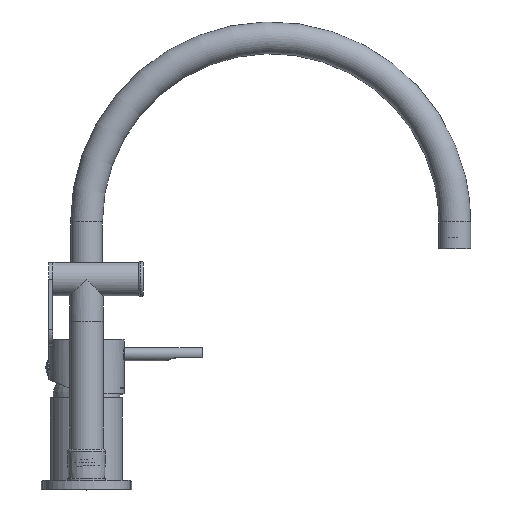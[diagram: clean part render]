
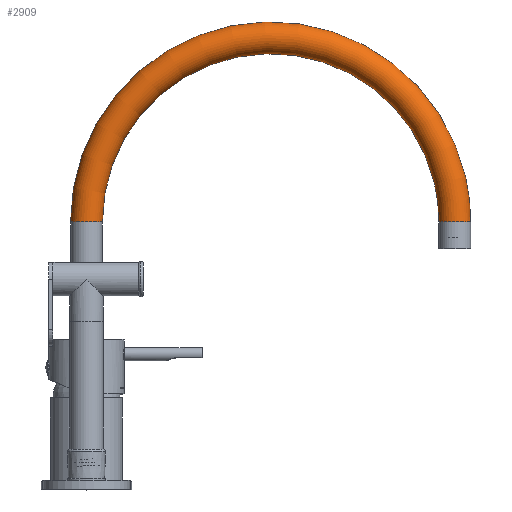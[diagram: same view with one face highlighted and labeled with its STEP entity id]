
A CAD part, top view. The second image highlights one B-rep face of the part: STEP entity #2909.
In plain terms, the highlighted toroidal (fillet/blend) face has major radius 110 mm and minor radius 9.5 mm.
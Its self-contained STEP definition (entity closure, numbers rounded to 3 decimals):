
#192 = CARTESIAN_POINT ( 'NONE',  ( 220., 159.85, 101. ) ) ;
#499 = AXIS2_PLACEMENT_3D ( 'NONE', #11834, #546, #5092 ) ;
#546 = DIRECTION ( 'NONE',  ( 0., 1., 0. ) ) ;
#1136 = ORIENTED_EDGE ( 'NONE', *, *, #10613, .F. ) ;
#2909 = ADVANCED_FACE ( 'NONE', ( #13183, #12138 ), #8838, .T. ) ;
#4271 = DIRECTION ( 'NONE',  ( -1., 0., 0. ) ) ;
#4521 = CIRCLE ( 'NONE', #499, 9.5 ) ;
#5092 = DIRECTION ( 'NONE',  ( 0., 0., 1. ) ) ;
#5204 = ORIENTED_EDGE ( 'NONE', *, *, #13881, .T. ) ;
#5405 = CARTESIAN_POINT ( 'NONE',  ( 110., 159.85, 101. ) ) ;
#5869 = DIRECTION ( 'NONE',  ( 0., 0., 1. ) ) ;
#6321 = VERTEX_POINT ( 'NONE', #8573 ) ;
#6635 = AXIS2_PLACEMENT_3D ( 'NONE', #192, #11643, #5869 ) ;
#7841 = CARTESIAN_POINT ( 'NONE',  ( 220., 159.85, 110.5 ) ) ;
#8573 = CARTESIAN_POINT ( 'NONE',  ( 0., 159.85, 110.5 ) ) ;
#8838 = TOROIDAL_SURFACE ( 'NONE', #10265, 110., 9.5 ) ;
#10265 = AXIS2_PLACEMENT_3D ( 'NONE', #5405, #11011, #4271 ) ;
#10378 = EDGE_LOOP ( 'NONE', ( #5204 ) ) ;
#10613 = EDGE_CURVE ( 'NONE', #11055, #11055, #13088, .T. ) ;
#11011 = DIRECTION ( 'NONE',  ( 0., 0., -1. ) ) ;
#11055 = VERTEX_POINT ( 'NONE', #7841 ) ;
#11118 = EDGE_LOOP ( 'NONE', ( #1136 ) ) ;
#11643 = DIRECTION ( 'NONE',  ( 0., -1., 0. ) ) ;
#11834 = CARTESIAN_POINT ( 'NONE',  ( 0., 159.85, 101. ) ) ;
#12138 = FACE_OUTER_BOUND ( 'NONE', #10378, .T. ) ;
#13088 = CIRCLE ( 'NONE', #6635, 9.5 ) ;
#13183 = FACE_OUTER_BOUND ( 'NONE', #11118, .T. ) ;
#13881 = EDGE_CURVE ( 'NONE', #6321, #6321, #4521, .T. ) ;
